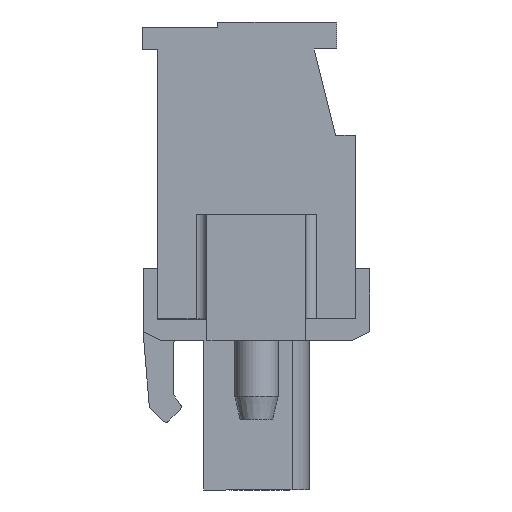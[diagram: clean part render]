
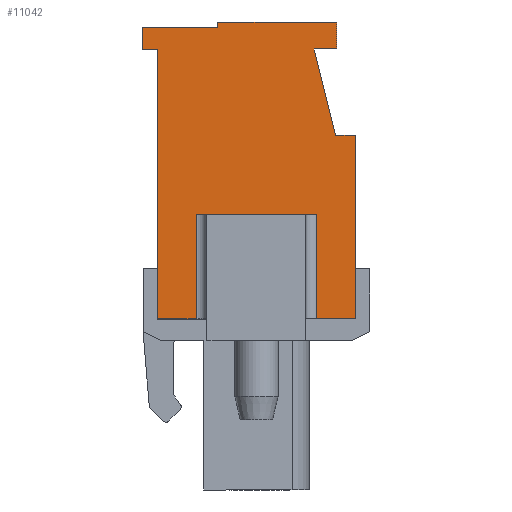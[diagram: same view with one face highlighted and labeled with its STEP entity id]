
A CAD part, left-side view. The second image highlights one B-rep face of the part: STEP entity #11042.
In plain terms, the highlighted planar face has unit normal (-1, 0, 0).
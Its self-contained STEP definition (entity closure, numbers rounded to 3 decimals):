
#366=ORIENTED_EDGE('',*,*,#3608,.T.);
#367=ORIENTED_EDGE('',*,*,#3609,.T.);
#368=ORIENTED_EDGE('',*,*,#3601,.T.);
#369=ORIENTED_EDGE('',*,*,#3610,.T.);
#370=ORIENTED_EDGE('',*,*,#3611,.T.);
#371=ORIENTED_EDGE('',*,*,#3612,.T.);
#372=ORIENTED_EDGE('',*,*,#3613,.T.);
#373=ORIENTED_EDGE('',*,*,#3614,.T.);
#374=ORIENTED_EDGE('',*,*,#3615,.T.);
#375=ORIENTED_EDGE('',*,*,#3616,.T.);
#376=ORIENTED_EDGE('',*,*,#3617,.T.);
#377=ORIENTED_EDGE('',*,*,#3618,.T.);
#378=ORIENTED_EDGE('',*,*,#3619,.T.);
#379=ORIENTED_EDGE('',*,*,#3620,.T.);
#380=ORIENTED_EDGE('',*,*,#3621,.T.);
#381=ORIENTED_EDGE('',*,*,#3622,.T.);
#3601=EDGE_CURVE('',#5222,#5223,#6296,.T.);
#3608=EDGE_CURVE('',#5229,#5230,#6300,.T.);
#3609=EDGE_CURVE('',#5230,#5222,#6301,.T.);
#3610=EDGE_CURVE('',#5223,#5231,#6302,.T.);
#3611=EDGE_CURVE('',#5231,#5232,#6303,.T.);
#3612=EDGE_CURVE('',#5232,#5233,#6304,.T.);
#3613=EDGE_CURVE('',#5233,#5234,#6305,.T.);
#3614=EDGE_CURVE('',#5234,#5235,#6306,.T.);
#3615=EDGE_CURVE('',#5235,#5236,#6307,.T.);
#3616=EDGE_CURVE('',#5236,#5237,#6308,.T.);
#3617=EDGE_CURVE('',#5237,#5238,#6309,.T.);
#3618=EDGE_CURVE('',#5238,#5239,#6310,.T.);
#3619=EDGE_CURVE('',#5239,#5240,#6311,.T.);
#3620=EDGE_CURVE('',#5240,#5241,#6312,.T.);
#3621=EDGE_CURVE('',#5241,#5242,#6313,.T.);
#3622=EDGE_CURVE('',#5242,#5229,#6314,.T.);
#5222=VERTEX_POINT('',#15850);
#5223=VERTEX_POINT('',#15851);
#5229=VERTEX_POINT('',#15865);
#5230=VERTEX_POINT('',#15866);
#5231=VERTEX_POINT('',#15869);
#5232=VERTEX_POINT('',#15871);
#5233=VERTEX_POINT('',#15873);
#5234=VERTEX_POINT('',#15875);
#5235=VERTEX_POINT('',#15877);
#5236=VERTEX_POINT('',#15879);
#5237=VERTEX_POINT('',#15881);
#5238=VERTEX_POINT('',#15883);
#5239=VERTEX_POINT('',#15885);
#5240=VERTEX_POINT('',#15887);
#5241=VERTEX_POINT('',#15889);
#5242=VERTEX_POINT('',#15891);
#6296=LINE('',#15849,#7746);
#6300=LINE('',#15864,#7750);
#6301=LINE('',#15867,#7751);
#6302=LINE('',#15868,#7752);
#6303=LINE('',#15870,#7753);
#6304=LINE('',#15872,#7754);
#6305=LINE('',#15874,#7755);
#6306=LINE('',#15876,#7756);
#6307=LINE('',#15878,#7757);
#6308=LINE('',#15880,#7758);
#6309=LINE('',#15882,#7759);
#6310=LINE('',#15884,#7760);
#6311=LINE('',#15886,#7761);
#6312=LINE('',#15888,#7762);
#6313=LINE('',#15890,#7763);
#6314=LINE('',#15892,#7764);
#7746=VECTOR('',#12859,1000.);
#7750=VECTOR('',#12871,1000.);
#7751=VECTOR('',#12872,1000.);
#7752=VECTOR('',#12873,1000.);
#7753=VECTOR('',#12874,1000.);
#7754=VECTOR('',#12875,1000.);
#7755=VECTOR('',#12876,1000.);
#7756=VECTOR('',#12877,1000.);
#7757=VECTOR('',#12878,1000.);
#7758=VECTOR('',#12879,1000.);
#7759=VECTOR('',#12880,1000.);
#7760=VECTOR('',#12881,1000.);
#7761=VECTOR('',#12882,1000.);
#7762=VECTOR('',#12883,1000.);
#7763=VECTOR('',#12884,1000.);
#7764=VECTOR('',#12885,1000.);
#9198=EDGE_LOOP('',(#366,#367,#368,#369,#370,#371,#372,#373,#374,#375,#376,
#377,#378,#379,#380,#381));
#9870=FACE_BOUND('',#9198,.T.);
#10539=PLANE('',#12081);
#11042=ADVANCED_FACE('',(#9870),#10539,.T.);
#12081=AXIS2_PLACEMENT_3D('',#15863,#12869,#12870);
#12859=DIRECTION('',(0.,-1.,0.));
#12869=DIRECTION('',(-1.,0.,0.));
#12870=DIRECTION('',(0.,0.,1.));
#12871=DIRECTION('',(0.,-1.,0.));
#12872=DIRECTION('',(0.,0.,1.));
#12873=DIRECTION('',(0.,0.,-1.));
#12874=DIRECTION('',(0.,-1.,0.));
#12875=DIRECTION('',(0.,0.,1.));
#12876=DIRECTION('',(0.,1.,0.));
#12877=DIRECTION('',(0.,0.243,0.97));
#12878=DIRECTION('',(0.,-1.,0.));
#12879=DIRECTION('',(0.,0.,1.));
#12880=DIRECTION('',(0.,1.,0.));
#12881=DIRECTION('',(0.,0.,-1.));
#12882=DIRECTION('',(0.,1.,0.));
#12883=DIRECTION('',(0.,0.,-1.));
#12884=DIRECTION('',(0.,-1.,0.));
#12885=DIRECTION('',(0.,0.,-1.));
#15849=CARTESIAN_POINT('',(-10.,2.75,-1.675));
#15850=CARTESIAN_POINT('',(-10.,3.35,-1.675));
#15851=CARTESIAN_POINT('',(-10.,-3.35,-1.675));
#15863=CARTESIAN_POINT('',(-10.,0.,0.));
#15864=CARTESIAN_POINT('',(-10.,5.5,-7.475));
#15865=CARTESIAN_POINT('',(-10.,5.5,-7.475));
#15866=CARTESIAN_POINT('',(-10.,3.35,-7.475));
#15867=CARTESIAN_POINT('',(-10.,3.35,-1.675));
#15868=CARTESIAN_POINT('',(-10.,-3.35,-7.475));
#15869=CARTESIAN_POINT('',(-10.,-3.35,-7.475));
#15870=CARTESIAN_POINT('',(-10.,5.5,-7.475));
#15871=CARTESIAN_POINT('',(-10.,-5.5,-7.475));
#15872=CARTESIAN_POINT('',(-10.,-5.5,-7.475));
#15873=CARTESIAN_POINT('',(-10.,-5.5,2.725));
#15874=CARTESIAN_POINT('',(-10.,-5.5,2.725));
#15875=CARTESIAN_POINT('',(-10.,-4.4,2.725));
#15876=CARTESIAN_POINT('',(-10.,-4.4,2.725));
#15877=CARTESIAN_POINT('',(-10.,-3.2,7.525));
#15878=CARTESIAN_POINT('',(-10.,-3.2,7.525));
#15879=CARTESIAN_POINT('',(-10.,-4.45,7.525));
#15880=CARTESIAN_POINT('',(-10.,-4.45,7.525));
#15881=CARTESIAN_POINT('',(-10.,-4.45,9.025));
#15882=CARTESIAN_POINT('',(-10.,-4.45,9.025));
#15883=CARTESIAN_POINT('',(-10.,2.15,9.025));
#15884=CARTESIAN_POINT('',(-10.,2.15,9.025));
#15885=CARTESIAN_POINT('',(-10.,2.15,8.725));
#15886=CARTESIAN_POINT('',(-10.,2.15,8.725));
#15887=CARTESIAN_POINT('',(-10.,6.35,8.725));
#15888=CARTESIAN_POINT('',(-10.,6.35,8.725));
#15889=CARTESIAN_POINT('',(-10.,6.35,7.475));
#15890=CARTESIAN_POINT('',(-10.,6.35,7.475));
#15891=CARTESIAN_POINT('',(-10.,5.5,7.475));
#15892=CARTESIAN_POINT('',(-10.,5.5,7.475));
